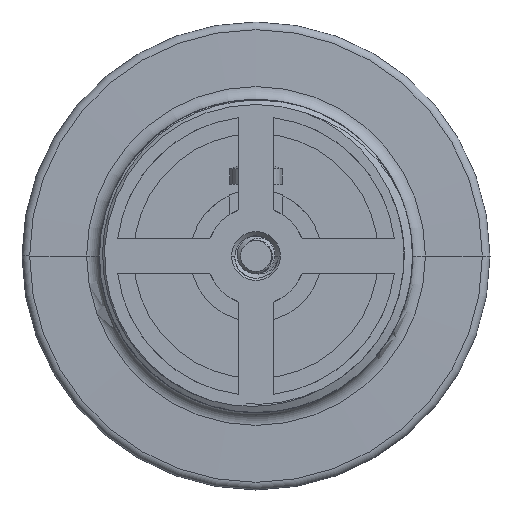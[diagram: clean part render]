
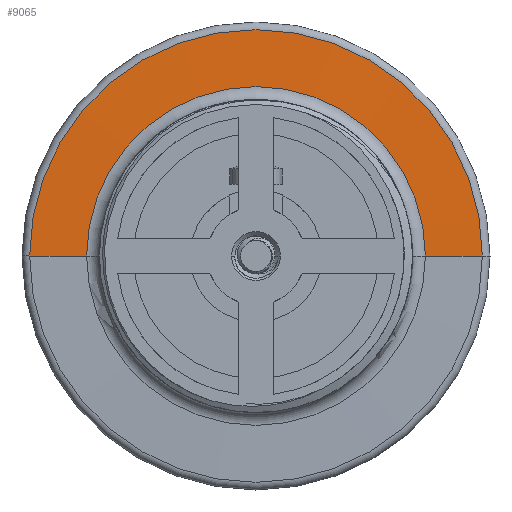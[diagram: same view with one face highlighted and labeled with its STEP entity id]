
A CAD part, front view. The second image highlights one B-rep face of the part: STEP entity #9065.
In plain terms, the highlighted conical face has half-angle 88.717 degrees and reference radius 29.934 mm.
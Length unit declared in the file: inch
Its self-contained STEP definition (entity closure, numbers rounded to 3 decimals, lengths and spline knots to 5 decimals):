
#4099=CARTESIAN_POINT('',(0.,1.21897,0.));
#4100=DIRECTION('',(0.,1.,0.));
#4101=DIRECTION('',(-1.,0.,0.));
#4102=AXIS2_PLACEMENT_3D('',#4099,#4100,#4101);
#4107=CARTESIAN_POINT('',(0.,1.21137,0.));
#4108=DIRECTION('',(0.,-1.,0.));
#4109=DIRECTION('',(1.,0.,0.));
#4110=AXIS2_PLACEMENT_3D('',#4107,#4108,#4109);
#4155=DIRECTION('',(-1.,0.022,0.));
#4156=VECTOR('',#4155,0.33938);
#4157=CARTESIAN_POINT('',(-1.00888,1.21137,0.));
#4158=LINE('',#4157,#4156);
#4170=DIRECTION('',(1.,0.022,0.));
#4171=VECTOR('',#4170,0.33938);
#4172=CARTESIAN_POINT('',(1.00888,1.21137,0.));
#4173=LINE('',#4172,#4171);
#4637=CARTESIAN_POINT('',(-1.34817,1.21897,0.));
#4638=CARTESIAN_POINT('',(1.34817,1.21897,0.));
#4639=VERTEX_POINT('',#4637);
#4640=VERTEX_POINT('',#4638);
#4668=CARTESIAN_POINT('',(-1.00888,1.21137,0.));
#4669=CARTESIAN_POINT('',(1.00888,1.21137,0.));
#4670=VERTEX_POINT('',#4668);
#4671=VERTEX_POINT('',#4669);
#9051=CARTESIAN_POINT('',(0.,1.21517,0.));
#9052=DIRECTION('',(0.,1.,0.));
#9053=DIRECTION('',(1.,0.,0.));
#9054=AXIS2_PLACEMENT_3D('',#9051,#9052,#9053);
#9055=CONICAL_SURFACE('',#9054,1.17853,88.717);
#9057=ORIENTED_EDGE('',*,*,#9056,.T.);
#9059=ORIENTED_EDGE('',*,*,#9058,.F.);
#9060=ORIENTED_EDGE('',*,*,#9043,.T.);
#9062=ORIENTED_EDGE('',*,*,#9061,.T.);
#9063=EDGE_LOOP('',(#9057,#9059,#9060,#9062));
#9064=FACE_OUTER_BOUND('',#9063,.F.);
#4103=CIRCLE('',#4102,1.34817);
#4111=CIRCLE('',#4110,1.00888);
#9043=EDGE_CURVE('',#4671,#4670,#4111,.T.);
#9056=EDGE_CURVE('',#4639,#4640,#4103,.T.);
#9058=EDGE_CURVE('',#4671,#4640,#4173,.T.);
#9061=EDGE_CURVE('',#4670,#4639,#4158,.T.);
#9065=ADVANCED_FACE('',(#9064),#9055,.T.);
